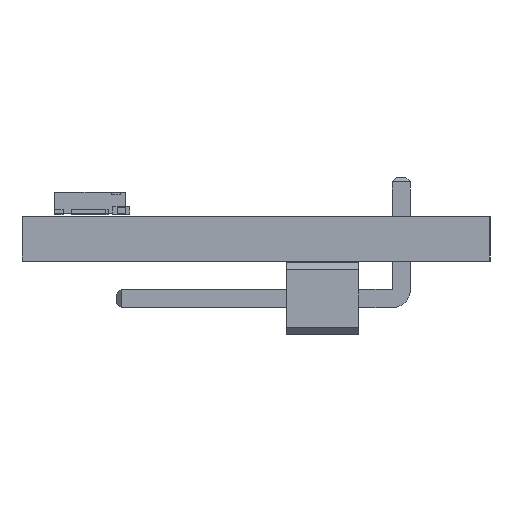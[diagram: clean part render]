
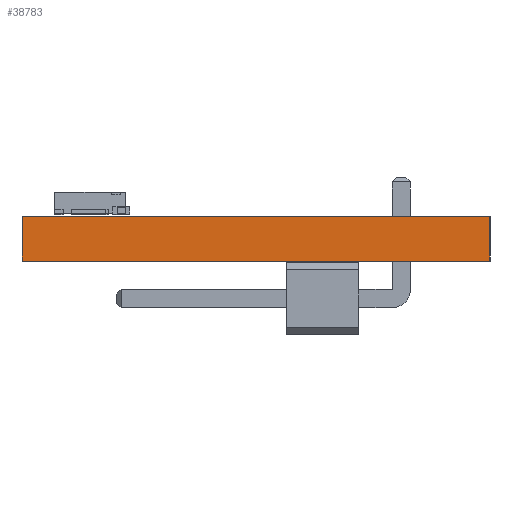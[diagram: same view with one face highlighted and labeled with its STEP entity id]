
A CAD part, left-side view. The second image highlights one B-rep face of the part: STEP entity #38783.
In plain terms, the highlighted planar face has unit normal (-1, 0, 0).
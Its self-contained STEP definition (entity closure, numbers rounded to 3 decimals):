
#38602 = PLANE('',#38603);
#38603 = AXIS2_PLACEMENT_3D('',#38604,#38605,#38606);
#38604 = CARTESIAN_POINT('',(83.5,-8.25,0.));
#38605 = DIRECTION('',(0.,-1.,0.));
#38606 = DIRECTION('',(-1.,0.,0.));
#38627 = VERTEX_POINT('',#38628);
#38628 = CARTESIAN_POINT('',(-83.5,-8.25,1.586));
#38642 = PLANE('',#38643);
#38643 = AXIS2_PLACEMENT_3D('',#38644,#38645,#38646);
#38644 = CARTESIAN_POINT('',(0.,0.,1.586));
#38645 = DIRECTION('',(-0.,-0.,-1.));
#38646 = DIRECTION('',(-1.,0.,0.));
#38654 = EDGE_CURVE('',#38655,#38627,#38657,.T.);
#38655 = VERTEX_POINT('',#38656);
#38656 = CARTESIAN_POINT('',(-83.5,-8.25,0.));
#38657 = SURFACE_CURVE('',#38658,(#38662,#38669),.PCURVE_S1.);
#38658 = LINE('',#38659,#38660);
#38659 = CARTESIAN_POINT('',(-83.5,-8.25,0.));
#38660 = VECTOR('',#38661,1.);
#38661 = DIRECTION('',(0.,0.,1.));
#38662 = PCURVE('',#38602,#38663);
#38663 = DEFINITIONAL_REPRESENTATION('',(#38664),#38668);
#38664 = LINE('',#38665,#38666);
#38665 = CARTESIAN_POINT('',(167.,0.));
#38666 = VECTOR('',#38667,1.);
#38667 = DIRECTION('',(0.,-1.));
#38668 = ( GEOMETRIC_REPRESENTATION_CONTEXT(2) 
PARAMETRIC_REPRESENTATION_CONTEXT() REPRESENTATION_CONTEXT('2D SPACE',''
  ) );
#38669 = PCURVE('',#38670,#38675);
#38670 = PLANE('',#38671);
#38671 = AXIS2_PLACEMENT_3D('',#38672,#38673,#38674);
#38672 = CARTESIAN_POINT('',(-83.5,-8.25,0.));
#38673 = DIRECTION('',(-1.,0.,0.));
#38674 = DIRECTION('',(0.,1.,0.));
#38675 = DEFINITIONAL_REPRESENTATION('',(#38676),#38680);
#38676 = LINE('',#38677,#38678);
#38677 = CARTESIAN_POINT('',(0.,0.));
#38678 = VECTOR('',#38679,1.);
#38679 = DIRECTION('',(0.,-1.));
#38680 = ( GEOMETRIC_REPRESENTATION_CONTEXT(2) 
PARAMETRIC_REPRESENTATION_CONTEXT() REPRESENTATION_CONTEXT('2D SPACE',''
  ) );
#38696 = PLANE('',#38697);
#38697 = AXIS2_PLACEMENT_3D('',#38698,#38699,#38700);
#38698 = CARTESIAN_POINT('',(0.,0.,0.));
#38699 = DIRECTION('',(-0.,-0.,-1.));
#38700 = DIRECTION('',(-1.,0.,0.));
#38729 = PLANE('',#38730);
#38730 = AXIS2_PLACEMENT_3D('',#38731,#38732,#38733);
#38731 = CARTESIAN_POINT('',(-83.5,8.25,0.));
#38732 = DIRECTION('',(0.,1.,0.));
#38733 = DIRECTION('',(1.,0.,0.));
#38783 = ADVANCED_FACE('',(#38784),#38670,.T.);
#38784 = FACE_BOUND('',#38785,.T.);
#38785 = EDGE_LOOP('',(#38786,#38787,#38810,#38833));
#38786 = ORIENTED_EDGE('',*,*,#38654,.T.);
#38787 = ORIENTED_EDGE('',*,*,#38788,.T.);
#38788 = EDGE_CURVE('',#38627,#38789,#38791,.T.);
#38789 = VERTEX_POINT('',#38790);
#38790 = CARTESIAN_POINT('',(-83.5,8.25,1.586));
#38791 = SURFACE_CURVE('',#38792,(#38796,#38803),.PCURVE_S1.);
#38792 = LINE('',#38793,#38794);
#38793 = CARTESIAN_POINT('',(-83.5,-8.25,1.586));
#38794 = VECTOR('',#38795,1.);
#38795 = DIRECTION('',(0.,1.,0.));
#38796 = PCURVE('',#38670,#38797);
#38797 = DEFINITIONAL_REPRESENTATION('',(#38798),#38802);
#38798 = LINE('',#38799,#38800);
#38799 = CARTESIAN_POINT('',(0.,-1.586));
#38800 = VECTOR('',#38801,1.);
#38801 = DIRECTION('',(1.,0.));
#38802 = ( GEOMETRIC_REPRESENTATION_CONTEXT(2) 
PARAMETRIC_REPRESENTATION_CONTEXT() REPRESENTATION_CONTEXT('2D SPACE',''
  ) );
#38803 = PCURVE('',#38642,#38804);
#38804 = DEFINITIONAL_REPRESENTATION('',(#38805),#38809);
#38805 = LINE('',#38806,#38807);
#38806 = CARTESIAN_POINT('',(83.5,-8.25));
#38807 = VECTOR('',#38808,1.);
#38808 = DIRECTION('',(0.,1.));
#38809 = ( GEOMETRIC_REPRESENTATION_CONTEXT(2) 
PARAMETRIC_REPRESENTATION_CONTEXT() REPRESENTATION_CONTEXT('2D SPACE',''
  ) );
#38810 = ORIENTED_EDGE('',*,*,#38811,.F.);
#38811 = EDGE_CURVE('',#38812,#38789,#38814,.T.);
#38812 = VERTEX_POINT('',#38813);
#38813 = CARTESIAN_POINT('',(-83.5,8.25,0.));
#38814 = SURFACE_CURVE('',#38815,(#38819,#38826),.PCURVE_S1.);
#38815 = LINE('',#38816,#38817);
#38816 = CARTESIAN_POINT('',(-83.5,8.25,0.));
#38817 = VECTOR('',#38818,1.);
#38818 = DIRECTION('',(0.,0.,1.));
#38819 = PCURVE('',#38670,#38820);
#38820 = DEFINITIONAL_REPRESENTATION('',(#38821),#38825);
#38821 = LINE('',#38822,#38823);
#38822 = CARTESIAN_POINT('',(16.5,0.));
#38823 = VECTOR('',#38824,1.);
#38824 = DIRECTION('',(0.,-1.));
#38825 = ( GEOMETRIC_REPRESENTATION_CONTEXT(2) 
PARAMETRIC_REPRESENTATION_CONTEXT() REPRESENTATION_CONTEXT('2D SPACE',''
  ) );
#38826 = PCURVE('',#38729,#38827);
#38827 = DEFINITIONAL_REPRESENTATION('',(#38828),#38832);
#38828 = LINE('',#38829,#38830);
#38829 = CARTESIAN_POINT('',(0.,0.));
#38830 = VECTOR('',#38831,1.);
#38831 = DIRECTION('',(0.,-1.));
#38832 = ( GEOMETRIC_REPRESENTATION_CONTEXT(2) 
PARAMETRIC_REPRESENTATION_CONTEXT() REPRESENTATION_CONTEXT('2D SPACE',''
  ) );
#38833 = ORIENTED_EDGE('',*,*,#38834,.F.);
#38834 = EDGE_CURVE('',#38655,#38812,#38835,.T.);
#38835 = SURFACE_CURVE('',#38836,(#38840,#38847),.PCURVE_S1.);
#38836 = LINE('',#38837,#38838);
#38837 = CARTESIAN_POINT('',(-83.5,-8.25,0.));
#38838 = VECTOR('',#38839,1.);
#38839 = DIRECTION('',(0.,1.,0.));
#38840 = PCURVE('',#38670,#38841);
#38841 = DEFINITIONAL_REPRESENTATION('',(#38842),#38846);
#38842 = LINE('',#38843,#38844);
#38843 = CARTESIAN_POINT('',(0.,0.));
#38844 = VECTOR('',#38845,1.);
#38845 = DIRECTION('',(1.,0.));
#38846 = ( GEOMETRIC_REPRESENTATION_CONTEXT(2) 
PARAMETRIC_REPRESENTATION_CONTEXT() REPRESENTATION_CONTEXT('2D SPACE',''
  ) );
#38847 = PCURVE('',#38696,#38848);
#38848 = DEFINITIONAL_REPRESENTATION('',(#38849),#38853);
#38849 = LINE('',#38850,#38851);
#38850 = CARTESIAN_POINT('',(83.5,-8.25));
#38851 = VECTOR('',#38852,1.);
#38852 = DIRECTION('',(0.,1.));
#38853 = ( GEOMETRIC_REPRESENTATION_CONTEXT(2) 
PARAMETRIC_REPRESENTATION_CONTEXT() REPRESENTATION_CONTEXT('2D SPACE',''
  ) );
